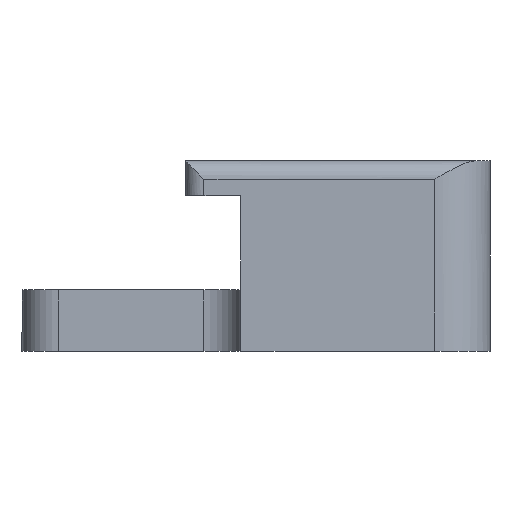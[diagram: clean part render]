
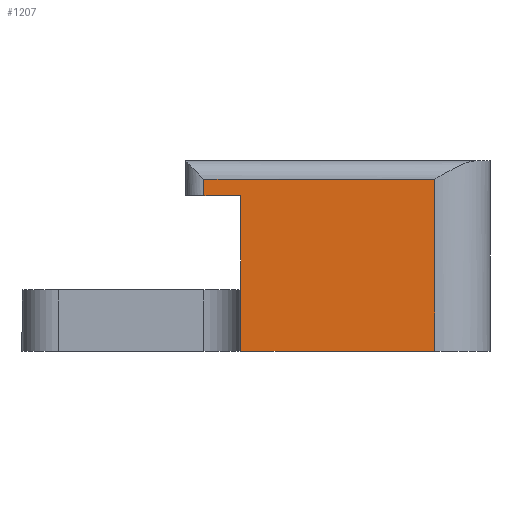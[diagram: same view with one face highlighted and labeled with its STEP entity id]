
A CAD part, left-side view. The second image highlights one B-rep face of the part: STEP entity #1207.
In plain terms, the highlighted planar face has unit normal (-1, 0, 0).
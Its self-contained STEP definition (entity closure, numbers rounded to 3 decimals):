
#34 = CARTESIAN_POINT ( 'NONE',  ( 0., 3., 10.32 ) ) ;
#126 = CARTESIAN_POINT ( 'NONE',  ( 0., 15.5, 8.42 ) ) ;
#139 = FACE_OUTER_BOUND ( 'NONE', #3979, .T. ) ;
#226 = ORIENTED_EDGE ( 'NONE', *, *, #1999, .T. ) ;
#269 = CARTESIAN_POINT ( 'NONE',  ( 0., 13.5, 0. ) ) ;
#373 = CARTESIAN_POINT ( 'NONE',  ( 0., 0., 9.32 ) ) ;
#411 = LINE ( 'NONE', #126, #4519 ) ;
#710 = CARTESIAN_POINT ( 'NONE',  ( 0., 3., 0. ) ) ;
#731 = EDGE_CURVE ( 'NONE', #2829, #3348, #4144, .T. ) ;
#1055 = ORIENTED_EDGE ( 'NONE', *, *, #5323, .T. ) ;
#1123 = LINE ( 'NONE', #3934, #5233 ) ;
#1180 = ORIENTED_EDGE ( 'NONE', *, *, #3557, .T. ) ;
#1207 = ADVANCED_FACE ( 'NONE', ( #139 ), #3586, .F. ) ;
#1214 = CARTESIAN_POINT ( 'NONE',  ( 0., 3., 9.32 ) ) ;
#1298 = DIRECTION ( 'NONE',  ( 0., 0., 1. ) ) ;
#1307 = ORIENTED_EDGE ( 'NONE', *, *, #2722, .T. ) ;
#1456 = VERTEX_POINT ( 'NONE', #1214 ) ;
#1739 = AXIS2_PLACEMENT_3D ( 'NONE', #3509, #3458, #3412 ) ;
#1863 = DIRECTION ( 'NONE',  ( 0., 0., -1. ) ) ;
#1867 = DIRECTION ( 'NONE',  ( 0., -1., 0. ) ) ;
#1922 = VERTEX_POINT ( 'NONE', #710 ) ;
#1997 = DIRECTION ( 'NONE',  ( 0., 1., 0. ) ) ;
#1999 = EDGE_CURVE ( 'NONE', #2492, #1922, #2327, .T. ) ;
#2150 = CARTESIAN_POINT ( 'NONE',  ( 0., 13.5, 8.42 ) ) ;
#2327 = LINE ( 'NONE', #2863, #4392 ) ;
#2483 = VECTOR ( 'NONE', #1298, 1000. ) ;
#2492 = VERTEX_POINT ( 'NONE', #269 ) ;
#2612 = LINE ( 'NONE', #34, #2483 ) ;
#2637 = VERTEX_POINT ( 'NONE', #5006 ) ;
#2722 = EDGE_CURVE ( 'NONE', #1922, #1456, #2612, .T. ) ;
#2829 = VERTEX_POINT ( 'NONE', #2867 ) ;
#2863 = CARTESIAN_POINT ( 'NONE',  ( 0., 0., 0. ) ) ;
#2867 = CARTESIAN_POINT ( 'NONE',  ( 0., 15.5, 8.42 ) ) ;
#3301 = VECTOR ( 'NONE', #1997, 1000. ) ;
#3317 = VECTOR ( 'NONE', #4323, 1000. ) ;
#3348 = VERTEX_POINT ( 'NONE', #2150 ) ;
#3412 = DIRECTION ( 'NONE',  ( 0., 0., -1. ) ) ;
#3433 = DIRECTION ( 'NONE',  ( 0., 0., -1. ) ) ;
#3458 = DIRECTION ( 'NONE',  ( 1., 0., 0. ) ) ;
#3509 = CARTESIAN_POINT ( 'NONE',  ( 0., 0., 10.32 ) ) ;
#3557 = EDGE_CURVE ( 'NONE', #3348, #2492, #1123, .T. ) ;
#3586 = PLANE ( 'NONE',  #1739 ) ;
#3934 = CARTESIAN_POINT ( 'NONE',  ( 0., 13.5, 10.32 ) ) ;
#3979 = EDGE_LOOP ( 'NONE', ( #4207, #1055, #4341, #1180, #226, #1307 ) ) ;
#4144 = LINE ( 'NONE', #4176, #3317 ) ;
#4176 = CARTESIAN_POINT ( 'NONE',  ( 0., 16.5, 8.42 ) ) ;
#4207 = ORIENTED_EDGE ( 'NONE', *, *, #4346, .T. ) ;
#4323 = DIRECTION ( 'NONE',  ( 0., -1., 0. ) ) ;
#4341 = ORIENTED_EDGE ( 'NONE', *, *, #731, .T. ) ;
#4346 = EDGE_CURVE ( 'NONE', #1456, #2637, #5341, .T. ) ;
#4392 = VECTOR ( 'NONE', #1867, 1000. ) ;
#4519 = VECTOR ( 'NONE', #3433, 1000. ) ;
#5006 = CARTESIAN_POINT ( 'NONE',  ( 0., 15.5, 9.32 ) ) ;
#5233 = VECTOR ( 'NONE', #1863, 1000. ) ;
#5323 = EDGE_CURVE ( 'NONE', #2637, #2829, #411, .T. ) ;
#5341 = LINE ( 'NONE', #373, #3301 ) ;
